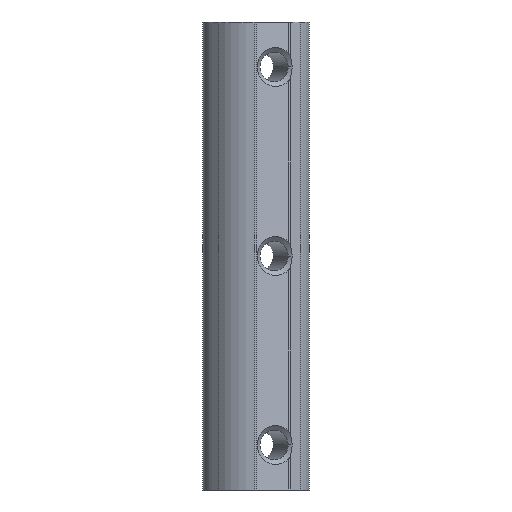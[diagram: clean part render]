
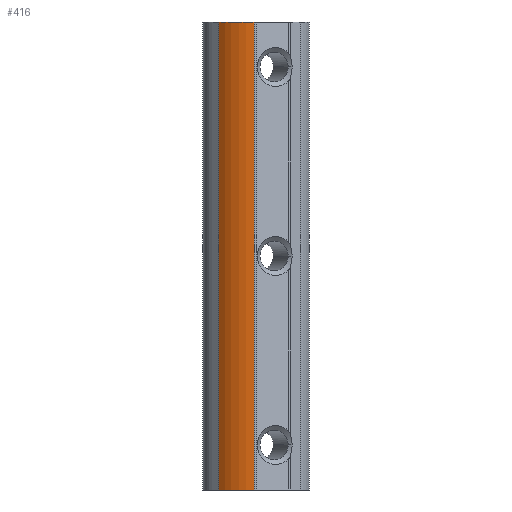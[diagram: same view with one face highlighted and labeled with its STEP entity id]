
A CAD part, front view. The second image highlights one B-rep face of the part: STEP entity #416.
In plain terms, the highlighted cylindrical face has radius 8.85 mm (diameter 17.7 mm), a partial arc.
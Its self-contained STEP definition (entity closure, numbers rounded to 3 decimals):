
#17 = CARTESIAN_POINT ( 'NONE',  ( -0.393, -8.841, -39. ) ) ;
#22 = DIRECTION ( 'NONE',  ( 1., 0., 0. ) ) ;
#74 = CIRCLE ( 'NONE', #1287, 8.85 ) ;
#85 = CARTESIAN_POINT ( 'NONE',  ( -0.393, -8.841, 39. ) ) ;
#119 = DIRECTION ( 'NONE',  ( 0., 0., 1. ) ) ;
#160 = DIRECTION ( 'NONE',  ( 0., 0., 1. ) ) ;
#169 = CARTESIAN_POINT ( 'NONE',  ( 0., 0., -39. ) ) ;
#170 = VECTOR ( 'NONE', #757, 1000. ) ;
#174 = DIRECTION ( 'NONE',  ( 1., 0., 0. ) ) ;
#176 = CARTESIAN_POINT ( 'NONE',  ( -6.258, -6.258, -39. ) ) ;
#199 = EDGE_CURVE ( 'NONE', #472, #705, #680, .T. ) ;
#210 = ORIENTED_EDGE ( 'NONE', *, *, #1291, .F. ) ;
#213 = EDGE_CURVE ( 'NONE', #508, #1175, #412, .T. ) ;
#269 = CARTESIAN_POINT ( 'NONE',  ( 0., 0., -39. ) ) ;
#276 = CARTESIAN_POINT ( 'NONE',  ( -0.393, -8.841, -39. ) ) ;
#307 = ORIENTED_EDGE ( 'NONE', *, *, #860, .T. ) ;
#364 = CIRCLE ( 'NONE', #618, 8.85 ) ;
#382 = DIRECTION ( 'NONE',  ( 1., 0., 0. ) ) ;
#406 = VECTOR ( 'NONE', #1024, 1000. ) ;
#412 = LINE ( 'NONE', #17, #170 ) ;
#416 = ADVANCED_FACE ( 'NONE', ( #667 ), #571, .T. ) ;
#472 = VERTEX_POINT ( 'NONE', #1195 ) ;
#501 = DIRECTION ( 'NONE',  ( 0., 0., 1. ) ) ;
#508 = VERTEX_POINT ( 'NONE', #276 ) ;
#544 = EDGE_LOOP ( 'NONE', ( #210, #557, #307, #634 ) ) ;
#557 = ORIENTED_EDGE ( 'NONE', *, *, #199, .F. ) ;
#563 = CARTESIAN_POINT ( 'NONE',  ( -6.258, -6.258, 39. ) ) ;
#571 = CYLINDRICAL_SURFACE ( 'NONE', #1092, 8.85 ) ;
#618 = AXIS2_PLACEMENT_3D ( 'NONE', #792, #119, #22 ) ;
#634 = ORIENTED_EDGE ( 'NONE', *, *, #213, .T. ) ;
#667 = FACE_OUTER_BOUND ( 'NONE', #544, .T. ) ;
#680 = LINE ( 'NONE', #176, #406 ) ;
#705 = VERTEX_POINT ( 'NONE', #563 ) ;
#757 = DIRECTION ( 'NONE',  ( 0., 0., 1. ) ) ;
#792 = CARTESIAN_POINT ( 'NONE',  ( 0., 0., 39. ) ) ;
#860 = EDGE_CURVE ( 'NONE', #472, #508, #74, .T. ) ;
#1024 = DIRECTION ( 'NONE',  ( 0., 0., 1. ) ) ;
#1092 = AXIS2_PLACEMENT_3D ( 'NONE', #169, #501, #382 ) ;
#1175 = VERTEX_POINT ( 'NONE', #85 ) ;
#1195 = CARTESIAN_POINT ( 'NONE',  ( -6.258, -6.258, -39. ) ) ;
#1287 = AXIS2_PLACEMENT_3D ( 'NONE', #269, #160, #174 ) ;
#1291 = EDGE_CURVE ( 'NONE', #705, #1175, #364, .T. ) ;
